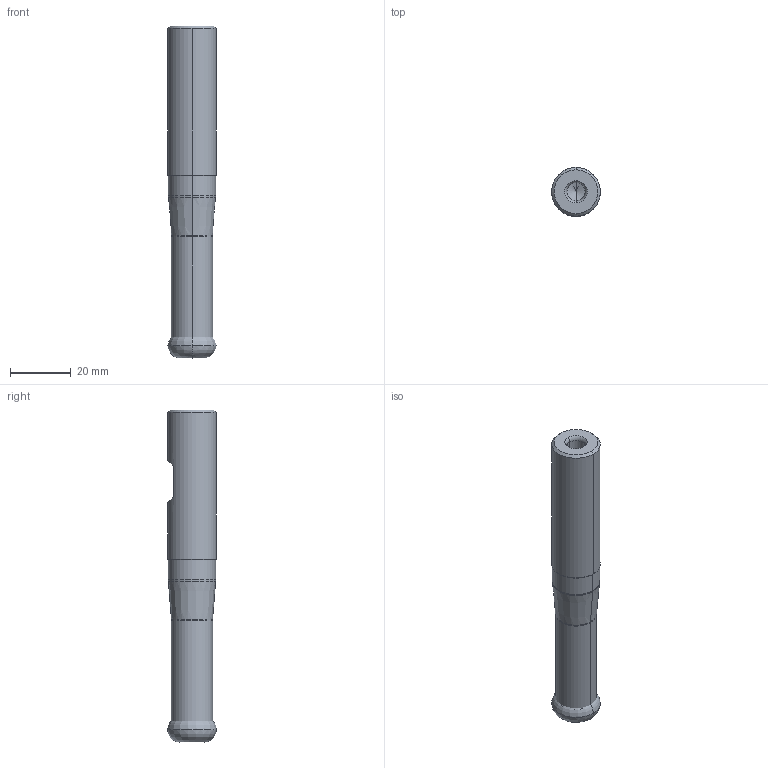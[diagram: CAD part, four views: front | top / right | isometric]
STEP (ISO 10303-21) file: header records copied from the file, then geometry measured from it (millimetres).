
FILE_DESCRIPTION((''),'2;1');
FILE_NAME('15B1E016060W3R00','2020-04-01T',('Sander'),(''),'CREO PARAMETRIC BY PTC INC, 2017020','CREO PARAMETRIC BY PTC INC, 2017020','');
FILE_SCHEMA(('AUTOMOTIVE_DESIGN { 1 0 10303 214 1 1 1 1 }'));
Length unit declared in the file: millimetre
Products named in the file (3): NOCUT; CUT; 15B1E016060W3R00
Assembly tree (2 placements, depth 2):
  15B1E016060W3R00
    NOCUT
    CUT
Bounding box: 16 x 16 x 109 mm (x, y, z)
Volume: 19672.8 mm3; surface area: 6306.1 mm2
Topology: 2 solids, 2 shells, 36 faces, 77 edges, 45 vertices
Faces by surface type: torus 10, cylinder 8, plane 6, cone 6, revolution 4, bspline 2
Entity records: 2213 total; most frequent: CARTESIAN_POINT 535, DIRECTION 219, ORIENTED_EDGE 146, AXIS2_PLACEMENT_3D 97, PRESENTATION_STYLE_ASSIGNMENT 91, STYLED_ITEM 91, CURVE_STYLE 89, PROPERTY_DEFINITION 84
